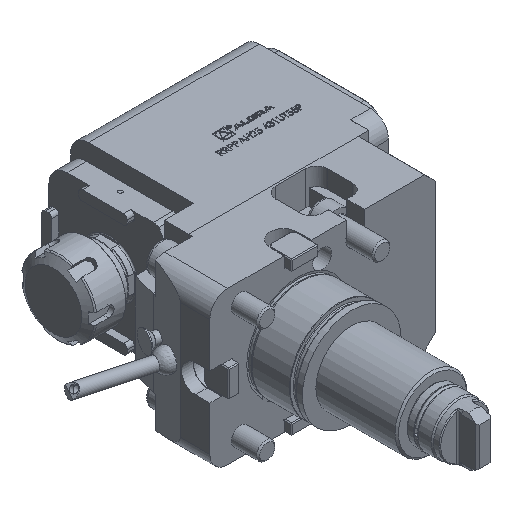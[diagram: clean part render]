
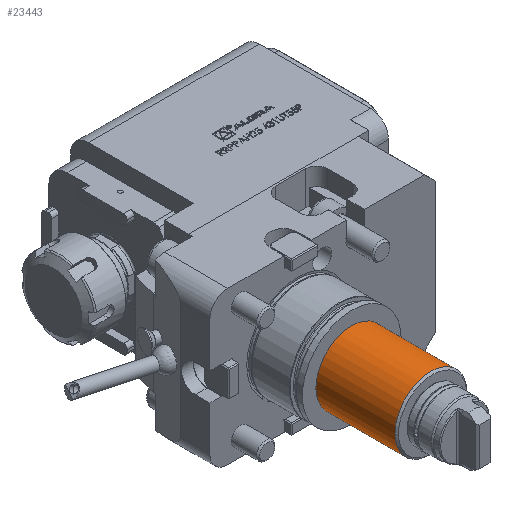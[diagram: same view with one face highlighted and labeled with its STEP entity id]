
A CAD part, isometric view. The second image highlights one B-rep face of the part: STEP entity #23443.
In plain terms, the highlighted cylindrical face has radius 20 mm (diameter 40 mm), a full revolution.
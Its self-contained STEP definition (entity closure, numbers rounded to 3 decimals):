
#1975 = EDGE_LOOP ( 'NONE', ( #3672 ) ) ;
#3672 = ORIENTED_EDGE ( 'NONE', *, *, #8671, .T. ) ;
#8662 = CARTESIAN_POINT ( 'NONE',  ( 0., 45., 0. ) ) ;
#8671 = EDGE_CURVE ( 'NONE', #14607, #14607, #27351, .T. ) ;
#10053 = AXIS2_PLACEMENT_3D ( 'NONE', #8662, #14953, #41023 ) ;
#11058 = CIRCLE ( 'NONE', #39696, 20. ) ;
#11277 = DIRECTION ( 'NONE',  ( 0., 0., -1. ) ) ;
#13298 = CARTESIAN_POINT ( 'NONE',  ( 0., 1., -20. ) ) ;
#14423 = CYLINDRICAL_SURFACE ( 'NONE', #30155, 20. ) ;
#14607 = VERTEX_POINT ( 'NONE', #21431 ) ;
#14953 = DIRECTION ( 'NONE',  ( 0., -1., 0. ) ) ;
#16695 = EDGE_LOOP ( 'NONE', ( #17934 ) ) ;
#17934 = ORIENTED_EDGE ( 'NONE', *, *, #28029, .F. ) ;
#19951 = DIRECTION ( 'NONE',  ( 0., 0., -1. ) ) ;
#20203 = FACE_OUTER_BOUND ( 'NONE', #16695, .T. ) ;
#21431 = CARTESIAN_POINT ( 'NONE',  ( 0., 45., -20. ) ) ;
#23443 = ADVANCED_FACE ( 'Defeature completata2_49', ( #20203, #36496 ), #14423, .T. ) ;
#25611 = CARTESIAN_POINT ( 'NONE',  ( 0., 1., 0. ) ) ;
#27351 = CIRCLE ( 'NONE', #10053, 20. ) ;
#28029 = EDGE_CURVE ( 'NONE', #39371, #39371, #11058, .T. ) ;
#29536 = DIRECTION ( 'NONE',  ( 0., -1., 0. ) ) ;
#30155 = AXIS2_PLACEMENT_3D ( 'NONE', #36703, #39838, #11277 ) ;
#36496 = FACE_OUTER_BOUND ( 'NONE', #1975, .T. ) ;
#36703 = CARTESIAN_POINT ( 'NONE',  ( 0., 0., 0. ) ) ;
#39371 = VERTEX_POINT ( 'NONE', #13298 ) ;
#39696 = AXIS2_PLACEMENT_3D ( 'NONE', #25611, #29536, #19951 ) ;
#39838 = DIRECTION ( 'NONE',  ( 0., -1., 0. ) ) ;
#41023 = DIRECTION ( 'NONE',  ( 0., 0., -1. ) ) ;
